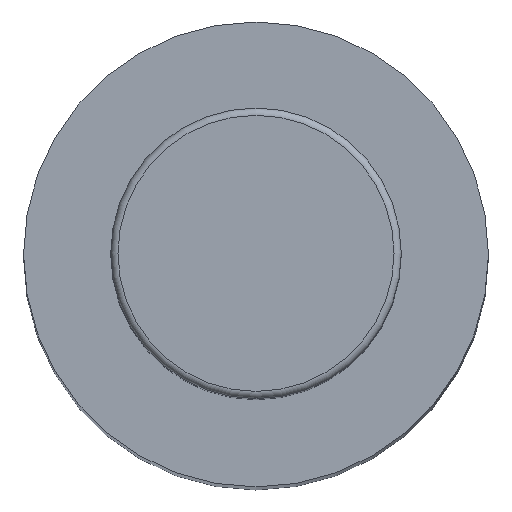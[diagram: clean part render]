
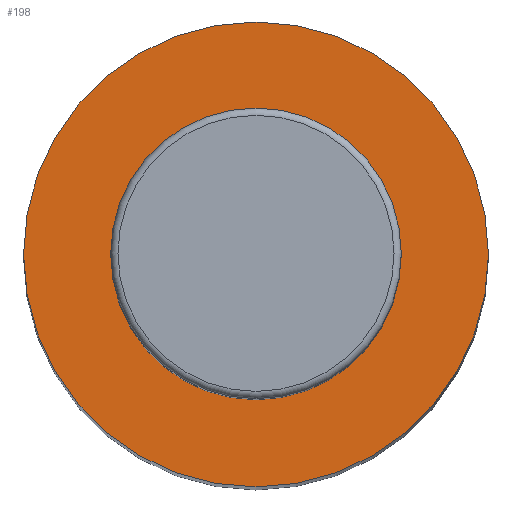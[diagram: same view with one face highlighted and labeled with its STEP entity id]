
A CAD part, top view. The second image highlights one B-rep face of the part: STEP entity #198.
In plain terms, the highlighted planar face has unit normal (0, 0, 1).
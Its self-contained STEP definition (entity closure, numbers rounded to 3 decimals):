
#15=FACE_BOUND('',#63,.T.);
#23=PLANE('',#251);
#50=FACE_OUTER_BOUND('',#62,.T.);
#62=EDGE_LOOP('',(#175,#176));
#63=EDGE_LOOP('',(#177,#178));
#71=CIRCLE('',#225,10.);
#72=CIRCLE('',#226,10.);
#85=CIRCLE('',#247,16.);
#88=CIRCLE('',#250,16.);
#91=VERTEX_POINT('',#334);
#92=VERTEX_POINT('',#336);
#105=VERTEX_POINT('',#374);
#106=VERTEX_POINT('',#375);
#113=EDGE_CURVE('',#92,#91,#71,.T.);
#114=EDGE_CURVE('',#91,#92,#72,.T.);
#130=EDGE_CURVE('',#105,#106,#85,.T.);
#134=EDGE_CURVE('',#106,#105,#88,.T.);
#175=ORIENTED_EDGE('',*,*,#130,.F.);
#176=ORIENTED_EDGE('',*,*,#134,.F.);
#177=ORIENTED_EDGE('',*,*,#113,.T.);
#178=ORIENTED_EDGE('',*,*,#114,.T.);
#198=ADVANCED_FACE('',(#50,#15),#23,.T.);
#225=AXIS2_PLACEMENT_3D('',#337,#266,#267);
#226=AXIS2_PLACEMENT_3D('',#338,#268,#269);
#247=AXIS2_PLACEMENT_3D('',#376,#313,#314);
#250=AXIS2_PLACEMENT_3D('',#382,#320,#321);
#251=AXIS2_PLACEMENT_3D('',#383,#322,#323);
#266=DIRECTION('center_axis',(0.,0.,-1.));
#267=DIRECTION('ref_axis',(1.,0.,0.));
#268=DIRECTION('center_axis',(0.,0.,-1.));
#269=DIRECTION('ref_axis',(1.,0.,0.));
#313=DIRECTION('center_axis',(0.,0.,-1.));
#314=DIRECTION('ref_axis',(1.,0.,0.));
#320=DIRECTION('center_axis',(0.,0.,-1.));
#321=DIRECTION('ref_axis',(1.,0.,0.));
#322=DIRECTION('center_axis',(0.,0.,1.));
#323=DIRECTION('ref_axis',(-1.,0.,0.));
#334=CARTESIAN_POINT('',(-10.,0.,121.2));
#336=CARTESIAN_POINT('',(10.,0.,121.2));
#337=CARTESIAN_POINT('Origin',(0.,0.,121.2));
#338=CARTESIAN_POINT('Origin',(0.,0.,121.2));
#374=CARTESIAN_POINT('',(16.,0.,121.2));
#375=CARTESIAN_POINT('',(-16.,0.,121.2));
#376=CARTESIAN_POINT('Origin',(0.,0.,121.2));
#382=CARTESIAN_POINT('Origin',(0.,0.,121.2));
#383=CARTESIAN_POINT('Origin',(0.,0.,121.2));
